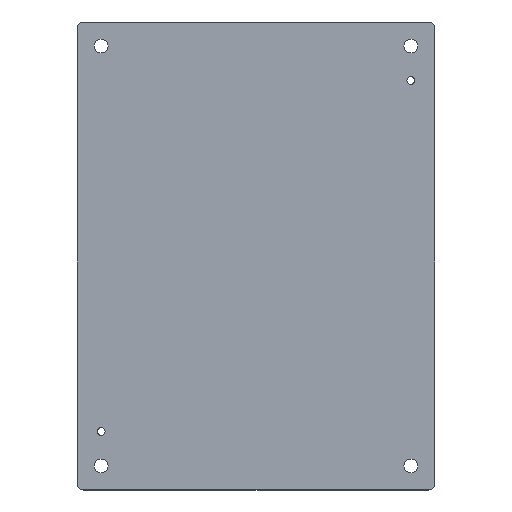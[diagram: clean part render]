
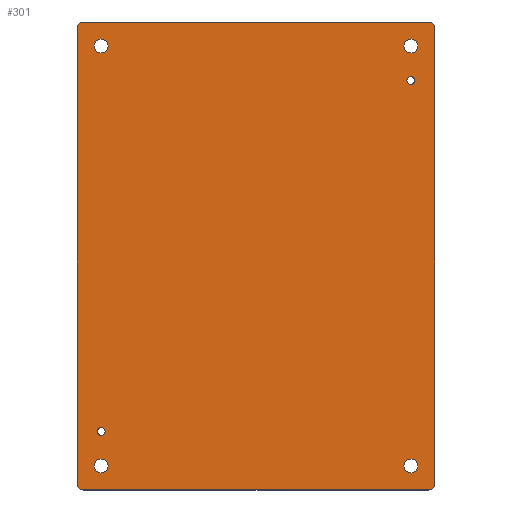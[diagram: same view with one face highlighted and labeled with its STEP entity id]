
A CAD part, top view. The second image highlights one B-rep face of the part: STEP entity #301.
In plain terms, the highlighted planar face has unit normal (0, 0, 1).
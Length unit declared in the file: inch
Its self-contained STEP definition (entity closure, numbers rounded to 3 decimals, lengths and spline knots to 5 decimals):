
#3 = CIRCLE ( 'NONE', #205, 0.25 ) ;
#4 = AXIS2_PLACEMENT_3D ( 'NONE', #270, #574, #497 ) ;
#9 = EDGE_LOOP ( 'NONE', ( #432, #174, #551, #354, #31, #573, #238, #123 ) ) ;
#13 = DIRECTION ( 'NONE',  ( -1., 0., 0. ) ) ;
#17 = CARTESIAN_POINT ( 'NONE',  ( -6.25, -8.25, 0. ) ) ;
#18 = EDGE_CURVE ( 'NONE', #222, #222, #501, .T. ) ;
#19 = EDGE_CURVE ( 'NONE', #558, #558, #127, .T. ) ;
#22 = VERTEX_POINT ( 'NONE', #313 ) ;
#25 = LINE ( 'NONE', #307, #303 ) ;
#31 = ORIENTED_EDGE ( 'NONE', *, *, #387, .F. ) ;
#32 = PLANE ( 'NONE',  #421 ) ;
#52 = VECTOR ( 'NONE', #394, 39.37008 ) ;
#55 = DIRECTION ( 'NONE',  ( 1., 0., 0. ) ) ;
#58 = VERTEX_POINT ( 'NONE', #404 ) ;
#60 = DIRECTION ( 'NONE',  ( 0., 0., -1. ) ) ;
#64 = CARTESIAN_POINT ( 'NONE',  ( 6.25, 8.5, 0. ) ) ;
#67 = CARTESIAN_POINT ( 'NONE',  ( 6.25, -8.25, 0. ) ) ;
#70 = VERTEX_POINT ( 'NONE', #219 ) ;
#71 = CARTESIAN_POINT ( 'NONE',  ( 5.625, -7.625, 0. ) ) ;
#73 = DIRECTION ( 'NONE',  ( 1., 0., 0. ) ) ;
#74 = DIRECTION ( 'NONE',  ( 0., 0., -1. ) ) ;
#75 = EDGE_CURVE ( 'NONE', #58, #439, #170, .T. ) ;
#76 = DIRECTION ( 'NONE',  ( 1., 0., 0. ) ) ;
#79 = CARTESIAN_POINT ( 'NONE',  ( 6.5, -8.25, 0. ) ) ;
#84 = DIRECTION ( 'NONE',  ( 0., 1., 0. ) ) ;
#86 = VERTEX_POINT ( 'NONE', #294 ) ;
#90 = EDGE_CURVE ( 'NONE', #162, #162, #3, .T. ) ;
#92 = AXIS2_PLACEMENT_3D ( 'NONE', #435, #298, #512 ) ;
#98 = VERTEX_POINT ( 'NONE', #64 ) ;
#100 = CARTESIAN_POINT ( 'NONE',  ( 0., -8.5, 0. ) ) ;
#103 = CIRCLE ( 'NONE', #366, 0.1405 ) ;
#106 = CARTESIAN_POINT ( 'NONE',  ( -5.625, -7.625, 0. ) ) ;
#113 = DIRECTION ( 'NONE',  ( 0., 0., -1. ) ) ;
#114 = CIRCLE ( 'NONE', #139, 0.25 ) ;
#115 = DIRECTION ( 'NONE',  ( 0., 0., -1. ) ) ;
#117 = EDGE_LOOP ( 'NONE', ( #261 ) ) ;
#123 = ORIENTED_EDGE ( 'NONE', *, *, #75, .F. ) ;
#127 = CIRCLE ( 'NONE', #248, 0.25 ) ;
#139 = AXIS2_PLACEMENT_3D ( 'NONE', #17, #74, #169 ) ;
#149 = VERTEX_POINT ( 'NONE', #572 ) ;
#155 = CARTESIAN_POINT ( 'NONE',  ( -6.25, 8.5, 0. ) ) ;
#162 = VERTEX_POINT ( 'NONE', #478 ) ;
#163 = VERTEX_POINT ( 'NONE', #527 ) ;
#164 = ORIENTED_EDGE ( 'NONE', *, *, #200, .T. ) ;
#169 = DIRECTION ( 'NONE',  ( 1., 0., 0. ) ) ;
#170 = CIRCLE ( 'NONE', #92, 0.25 ) ;
#172 = CIRCLE ( 'NONE', #218, 0.25 ) ;
#174 = ORIENTED_EDGE ( 'NONE', *, *, #571, .F. ) ;
#175 = CARTESIAN_POINT ( 'NONE',  ( 6.25, 8.25, 0. ) ) ;
#179 = EDGE_LOOP ( 'NONE', ( #333 ) ) ;
#180 = FACE_BOUND ( 'NONE', #341, .T. ) ;
#181 = CARTESIAN_POINT ( 'NONE',  ( -5.375, 7.625, 0. ) ) ;
#185 = EDGE_CURVE ( 'NONE', #356, #356, #103, .T. ) ;
#186 = AXIS2_PLACEMENT_3D ( 'NONE', #443, #115, #223 ) ;
#187 = VECTOR ( 'NONE', #13, 39.37008 ) ;
#193 = AXIS2_PLACEMENT_3D ( 'NONE', #106, #60, #246 ) ;
#200 = EDGE_CURVE ( 'NONE', #209, #209, #337, .T. ) ;
#202 = LINE ( 'NONE', #100, #187 ) ;
#205 = AXIS2_PLACEMENT_3D ( 'NONE', #71, #522, #560 ) ;
#209 = VERTEX_POINT ( 'NONE', #271 ) ;
#216 = FACE_BOUND ( 'NONE', #117, .T. ) ;
#218 = AXIS2_PLACEMENT_3D ( 'NONE', #67, #470, #55 ) ;
#219 = CARTESIAN_POINT ( 'NONE',  ( 6.25, -8.5, 0. ) ) ;
#222 = VERTEX_POINT ( 'NONE', #181 ) ;
#223 = DIRECTION ( 'NONE',  ( 1., 0., 0. ) ) ;
#236 = CIRCLE ( 'NONE', #419, 0.25 ) ;
#238 = ORIENTED_EDGE ( 'NONE', *, *, #504, .F. ) ;
#246 = DIRECTION ( 'NONE',  ( 1., 0., 0. ) ) ;
#248 = AXIS2_PLACEMENT_3D ( 'NONE', #320, #348, #306 ) ;
#253 = EDGE_CURVE ( 'NONE', #98, #86, #236, .T. ) ;
#255 = VERTEX_POINT ( 'NONE', #79 ) ;
#261 = ORIENTED_EDGE ( 'NONE', *, *, #185, .T. ) ;
#270 = CARTESIAN_POINT ( 'NONE',  ( -5.625, -6.375, 0. ) ) ;
#271 = CARTESIAN_POINT ( 'NONE',  ( -5.375, -7.625, 0. ) ) ;
#281 = EDGE_CURVE ( 'NONE', #149, #58, #25, .T. ) ;
#294 = CARTESIAN_POINT ( 'NONE',  ( 6.5, 8.25, 0. ) ) ;
#295 = DIRECTION ( 'NONE',  ( 0., -1., 0. ) ) ;
#298 = DIRECTION ( 'NONE',  ( 0., 0., -1. ) ) ;
#301 = ADVANCED_FACE ( 'NONE', ( #534, #216, #448, #529, #312, #180, #488 ), #32, .T. ) ;
#303 = VECTOR ( 'NONE', #84, 39.37008 ) ;
#306 = DIRECTION ( 'NONE',  ( 1., 0., 0. ) ) ;
#307 = CARTESIAN_POINT ( 'NONE',  ( -6.5, 0., 0. ) ) ;
#312 = FACE_BOUND ( 'NONE', #360, .T. ) ;
#313 = CARTESIAN_POINT ( 'NONE',  ( -5.48435, -6.375, 0. ) ) ;
#314 = EDGE_CURVE ( 'NONE', #22, #22, #536, .T. ) ;
#320 = CARTESIAN_POINT ( 'NONE',  ( 5.625, 7.625, 0. ) ) ;
#321 = DIRECTION ( 'NONE',  ( 0., 0., -1. ) ) ;
#333 = ORIENTED_EDGE ( 'NONE', *, *, #19, .T. ) ;
#337 = CIRCLE ( 'NONE', #193, 0.25 ) ;
#341 = EDGE_LOOP ( 'NONE', ( #358 ) ) ;
#348 = DIRECTION ( 'NONE',  ( 0., 0., -1. ) ) ;
#354 = ORIENTED_EDGE ( 'NONE', *, *, #377, .F. ) ;
#356 = VERTEX_POINT ( 'NONE', #525 ) ;
#358 = ORIENTED_EDGE ( 'NONE', *, *, #90, .T. ) ;
#360 = EDGE_LOOP ( 'NONE', ( #505 ) ) ;
#362 = CARTESIAN_POINT ( 'NONE',  ( 5.875, 7.625, 0. ) ) ;
#366 = AXIS2_PLACEMENT_3D ( 'NONE', #486, #113, #76 ) ;
#377 = EDGE_CURVE ( 'NONE', #255, #70, #172, .T. ) ;
#387 = EDGE_CURVE ( 'NONE', #86, #255, #468, .T. ) ;
#394 = DIRECTION ( 'NONE',  ( 1., 0., 0. ) ) ;
#404 = CARTESIAN_POINT ( 'NONE',  ( -6.5, 8.25, 0. ) ) ;
#419 = AXIS2_PLACEMENT_3D ( 'NONE', #175, #321, #578 ) ;
#421 = AXIS2_PLACEMENT_3D ( 'NONE', #484, #444, #73 ) ;
#425 = LINE ( 'NONE', #462, #52 ) ;
#432 = ORIENTED_EDGE ( 'NONE', *, *, #281, .F. ) ;
#435 = CARTESIAN_POINT ( 'NONE',  ( -6.25, 8.25, 0. ) ) ;
#439 = VERTEX_POINT ( 'NONE', #155 ) ;
#443 = CARTESIAN_POINT ( 'NONE',  ( -5.625, 7.625, 0. ) ) ;
#444 = DIRECTION ( 'NONE',  ( 0., 0., 1. ) ) ;
#448 = FACE_BOUND ( 'NONE', #533, .T. ) ;
#462 = CARTESIAN_POINT ( 'NONE',  ( 0., 8.5, 0. ) ) ;
#468 = LINE ( 'NONE', #506, #566 ) ;
#470 = DIRECTION ( 'NONE',  ( 0., 0., -1. ) ) ;
#478 = CARTESIAN_POINT ( 'NONE',  ( 5.875, -7.625, 0. ) ) ;
#483 = EDGE_LOOP ( 'NONE', ( #164 ) ) ;
#484 = CARTESIAN_POINT ( 'NONE',  ( 0., 0., 0. ) ) ;
#486 = CARTESIAN_POINT ( 'NONE',  ( 5.625, 6.375, 0. ) ) ;
#488 = FACE_OUTER_BOUND ( 'NONE', #9, .T. ) ;
#497 = DIRECTION ( 'NONE',  ( 1., 0., 0. ) ) ;
#501 = CIRCLE ( 'NONE', #186, 0.25 ) ;
#504 = EDGE_CURVE ( 'NONE', #439, #98, #425, .T. ) ;
#505 = ORIENTED_EDGE ( 'NONE', *, *, #18, .T. ) ;
#506 = CARTESIAN_POINT ( 'NONE',  ( 6.5, 0., 0. ) ) ;
#507 = EDGE_CURVE ( 'NONE', #70, #163, #202, .T. ) ;
#512 = DIRECTION ( 'NONE',  ( 1., 0., 0. ) ) ;
#522 = DIRECTION ( 'NONE',  ( 0., 0., -1. ) ) ;
#525 = CARTESIAN_POINT ( 'NONE',  ( 5.7655, 6.375, 0. ) ) ;
#527 = CARTESIAN_POINT ( 'NONE',  ( -6.25, -8.5, 0. ) ) ;
#529 = FACE_BOUND ( 'NONE', #179, .T. ) ;
#533 = EDGE_LOOP ( 'NONE', ( #562 ) ) ;
#534 = FACE_BOUND ( 'NONE', #483, .T. ) ;
#536 = CIRCLE ( 'NONE', #4, 0.14065 ) ;
#551 = ORIENTED_EDGE ( 'NONE', *, *, #507, .F. ) ;
#558 = VERTEX_POINT ( 'NONE', #362 ) ;
#560 = DIRECTION ( 'NONE',  ( 1., 0., 0. ) ) ;
#562 = ORIENTED_EDGE ( 'NONE', *, *, #314, .T. ) ;
#566 = VECTOR ( 'NONE', #295, 39.37008 ) ;
#571 = EDGE_CURVE ( 'NONE', #163, #149, #114, .T. ) ;
#572 = CARTESIAN_POINT ( 'NONE',  ( -6.5, -8.25, 0. ) ) ;
#573 = ORIENTED_EDGE ( 'NONE', *, *, #253, .F. ) ;
#574 = DIRECTION ( 'NONE',  ( 0., 0., -1. ) ) ;
#578 = DIRECTION ( 'NONE',  ( 1., 0., 0. ) ) ;
